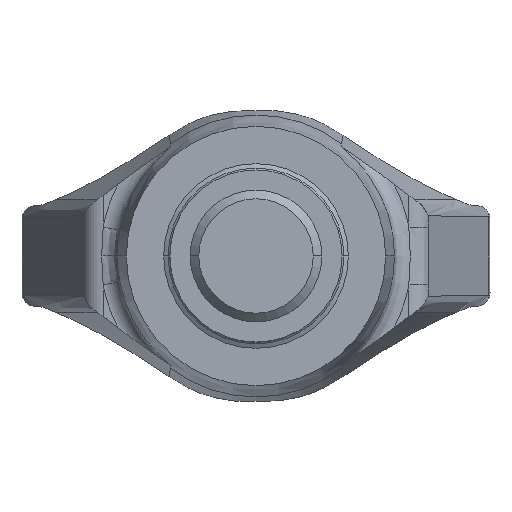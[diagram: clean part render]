
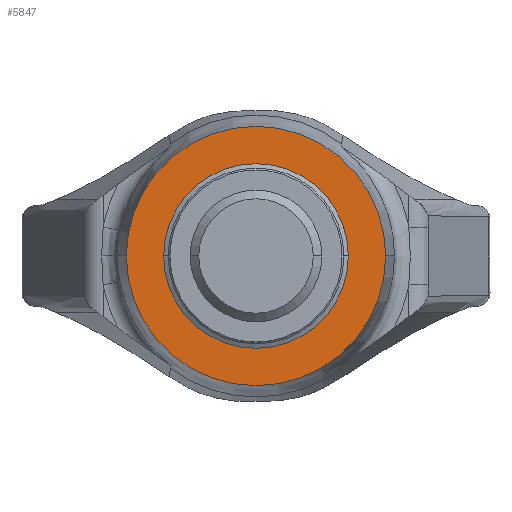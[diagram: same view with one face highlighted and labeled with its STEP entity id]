
A CAD part, front view. The second image highlights one B-rep face of the part: STEP entity #5847.
In plain terms, the highlighted planar face has unit normal (0, -1, 0).
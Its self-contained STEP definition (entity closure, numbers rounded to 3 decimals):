
#2=CARTESIAN_POINT('',(0.,-67.5,0.));
#3=DIRECTION('',(0.,-1.,0.));
#4=DIRECTION('',(-1.,0.,0.));
#5=AXIS2_PLACEMENT_3D('',#2,#3,#4);
#7=CARTESIAN_POINT('',(0.,-67.5,0.));
#8=DIRECTION('',(0.,-1.,0.));
#9=DIRECTION('',(1.,0.,0.));
#10=AXIS2_PLACEMENT_3D('',#7,#8,#9);
#12=CARTESIAN_POINT('',(0.,-67.5,0.));
#13=DIRECTION('',(0.,-1.,0.));
#14=DIRECTION('',(1.,0.,0.));
#15=AXIS2_PLACEMENT_3D('',#12,#13,#14);
#91=CARTESIAN_POINT('',(0.,-67.5,0.));
#92=DIRECTION('',(0.,1.,0.));
#93=DIRECTION('',(1.,0.,0.));
#94=AXIS2_PLACEMENT_3D('',#91,#92,#93);
#4651=CARTESIAN_POINT('',(37.5,-67.5,0.));
#4652=CARTESIAN_POINT('',(-37.5,-67.5,0.));
#4653=VERTEX_POINT('',#4651);
#4654=VERTEX_POINT('',#4652);
#4681=CARTESIAN_POINT('',(-26.7,-67.5,0.));
#4682=CARTESIAN_POINT('',(26.7,-67.5,0.));
#4683=VERTEX_POINT('',#4681);
#4684=VERTEX_POINT('',#4682);
#5830=CARTESIAN_POINT('',(0.,-67.5,0.));
#5831=DIRECTION('',(0.,-1.,0.));
#5832=DIRECTION('',(-1.,0.,0.));
#5833=AXIS2_PLACEMENT_3D('',#5830,#5831,#5832);
#5834=PLANE('',#5833);
#5836=ORIENTED_EDGE('',*,*,#5835,.F.);
#5838=ORIENTED_EDGE('',*,*,#5837,.T.);
#5839=EDGE_LOOP('',(#5836,#5838));
#5840=FACE_OUTER_BOUND('',#5839,.F.);
#5842=ORIENTED_EDGE('',*,*,#5841,.T.);
#5844=ORIENTED_EDGE('',*,*,#5843,.T.);
#5845=EDGE_LOOP('',(#5842,#5844));
#5846=FACE_BOUND('',#5845,.F.);
#5847=ADVANCED_FACE('',(#5840,#5846),#5834,.T.);
#6=CIRCLE('',#5,26.7);
#11=CIRCLE('',#10,26.7);
#16=CIRCLE('',#15,37.5);
#95=CIRCLE('',#94,37.5);
#5835=EDGE_CURVE('',#4653,#4654,#16,.T.);
#5837=EDGE_CURVE('',#4653,#4654,#95,.T.);
#5841=EDGE_CURVE('',#4683,#4684,#6,.T.);
#5843=EDGE_CURVE('',#4684,#4683,#11,.T.);
